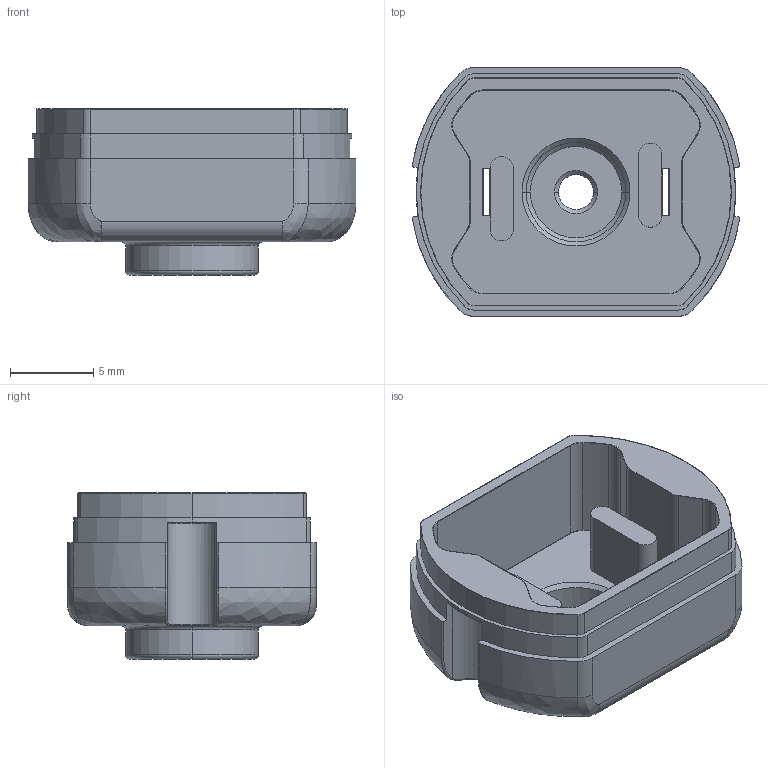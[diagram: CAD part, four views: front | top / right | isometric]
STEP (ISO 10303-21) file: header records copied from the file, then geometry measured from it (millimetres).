
FILE_DESCRIPTION (( 'STEP AP203' ), '1' );
FILE_NAME ('Cover.STEP', '2021-03-19T00:06:09', ( '' ), ( '' ), 'SwSTEP 2.0', 'SolidWorks 2018', '' );
FILE_SCHEMA (( 'CONFIG_CONTROL_DESIGN' ));
Length unit declared in the file: millimetre
Products named in the file (1): Cover
Bounding box: 19.74 x 15 x 10 mm (x, y, z)
Volume: 952.3 mm3; surface area: 1528 mm2
Topology: 1 solids, 1 shells, 209 faces, 499 edges, 296 vertices
Faces by surface type: cylinder 91, torus 54, plane 42, bspline 16, cone 6
Entity records: 7148 total; most frequent: CARTESIAN_POINT 2241, DIRECTION 1071, ORIENTED_EDGE 998, EDGE_CURVE 499, AXIS2_PLACEMENT_3D 440, VERTEX_POINT 296, CIRCLE 246, EDGE_LOOP 219
